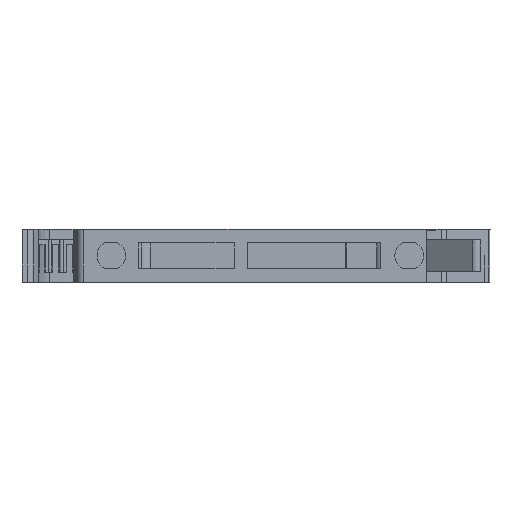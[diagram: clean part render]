
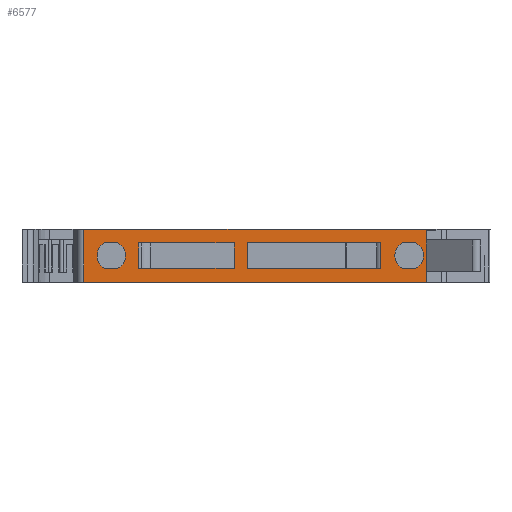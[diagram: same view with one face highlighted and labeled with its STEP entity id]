
A CAD part, top view. The second image highlights one B-rep face of the part: STEP entity #6577.
In plain terms, the highlighted planar face has unit normal (0, 0, 1).
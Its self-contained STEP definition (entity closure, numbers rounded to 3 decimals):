
#494=LINE('',#9444,#1054);
#533=LINE('',#9531,#1093);
#548=LINE('',#9575,#1108);
#550=LINE('',#9581,#1110);
#555=LINE('',#9593,#1115);
#561=LINE('',#9605,#1121);
#571=LINE('',#9631,#1131);
#572=LINE('',#9633,#1132);
#573=LINE('',#9636,#1133);
#574=LINE('',#9638,#1134);
#575=LINE('',#9640,#1135);
#576=LINE('',#9644,#1136);
#577=LINE('',#9648,#1137);
#578=LINE('',#9652,#1138);
#579=LINE('',#9656,#1139);
#580=LINE('',#9657,#1140);
#581=LINE('',#9659,#1141);
#582=LINE('',#9660,#1142);
#1054=VECTOR('',#7997,1000.);
#1093=VECTOR('',#8076,1000.);
#1108=VECTOR('',#8119,1000.);
#1110=VECTOR('',#8125,1000.);
#1115=VECTOR('',#8134,1000.);
#1121=VECTOR('',#8150,1000.);
#1131=VECTOR('',#8176,1000.);
#1132=VECTOR('',#8179,1000.);
#1133=VECTOR('',#8180,1000.);
#1134=VECTOR('',#8181,1000.);
#1135=VECTOR('',#8182,1000.);
#1136=VECTOR('',#8185,1000.);
#1137=VECTOR('',#8188,1000.);
#1138=VECTOR('',#8191,1000.);
#1139=VECTOR('',#8194,1000.);
#1140=VECTOR('',#8195,1000.);
#1141=VECTOR('',#8196,1000.);
#1142=VECTOR('',#8197,1000.);
#2415=ORIENTED_EDGE('',*,*,#3284,.T.);
#2416=ORIENTED_EDGE('',*,*,#3285,.T.);
#2417=ORIENTED_EDGE('',*,*,#3286,.F.);
#2418=ORIENTED_EDGE('',*,*,#3287,.F.);
#2419=ORIENTED_EDGE('',*,*,#3288,.F.);
#2420=ORIENTED_EDGE('',*,*,#3289,.F.);
#2421=ORIENTED_EDGE('',*,*,#3290,.F.);
#2422=ORIENTED_EDGE('',*,*,#3291,.F.);
#2423=ORIENTED_EDGE('',*,*,#3292,.F.);
#2424=ORIENTED_EDGE('',*,*,#3293,.F.);
#2425=ORIENTED_EDGE('',*,*,#3294,.F.);
#2426=ORIENTED_EDGE('',*,*,#3295,.F.);
#2427=ORIENTED_EDGE('',*,*,#3189,.F.);
#2428=ORIENTED_EDGE('',*,*,#3283,.T.);
#2429=ORIENTED_EDGE('',*,*,#3235,.T.);
#2430=ORIENTED_EDGE('',*,*,#3296,.T.);
#2431=ORIENTED_EDGE('',*,*,#3297,.F.);
#2432=ORIENTED_EDGE('',*,*,#3271,.F.);
#2433=ORIENTED_EDGE('',*,*,#3256,.T.);
#2434=ORIENTED_EDGE('',*,*,#3265,.F.);
#2435=ORIENTED_EDGE('',*,*,#3259,.F.);
#2436=ORIENTED_EDGE('',*,*,#3298,.T.);
#3189=EDGE_CURVE('',#3751,#3752,#494,.T.);
#3235=EDGE_CURVE('',#3773,#3779,#533,.T.);
#3256=EDGE_CURVE('',#3795,#3794,#548,.T.);
#3259=EDGE_CURVE('',#3797,#3798,#550,.T.);
#3265=EDGE_CURVE('',#3798,#3794,#555,.T.);
#3271=EDGE_CURVE('',#3752,#3803,#561,.T.);
#3283=EDGE_CURVE('',#3751,#3773,#571,.T.);
#3284=EDGE_CURVE('',#3811,#3812,#572,.T.);
#3285=EDGE_CURVE('',#3812,#3813,#573,.T.);
#3286=EDGE_CURVE('',#3814,#3813,#574,.T.);
#3287=EDGE_CURVE('',#3811,#3814,#575,.T.);
#3288=EDGE_CURVE('',#3815,#3816,#4017,.T.);
#3289=EDGE_CURVE('',#3817,#3815,#576,.T.);
#3290=EDGE_CURVE('',#3818,#3817,#4018,.T.);
#3291=EDGE_CURVE('',#3816,#3818,#577,.T.);
#3292=EDGE_CURVE('',#3819,#3820,#4019,.T.);
#3293=EDGE_CURVE('',#3821,#3819,#578,.T.);
#3294=EDGE_CURVE('',#3822,#3821,#4020,.T.);
#3295=EDGE_CURVE('',#3820,#3822,#579,.T.);
#3296=EDGE_CURVE('',#3779,#3823,#580,.T.);
#3297=EDGE_CURVE('',#3803,#3823,#581,.T.);
#3298=EDGE_CURVE('',#3797,#3795,#582,.T.);
#3751=VERTEX_POINT('',#9443);
#3752=VERTEX_POINT('',#9445);
#3773=VERTEX_POINT('',#9516);
#3779=VERTEX_POINT('',#9530);
#3794=VERTEX_POINT('',#9574);
#3795=VERTEX_POINT('',#9576);
#3797=VERTEX_POINT('',#9582);
#3798=VERTEX_POINT('',#9583);
#3803=VERTEX_POINT('',#9606);
#3811=VERTEX_POINT('',#9634);
#3812=VERTEX_POINT('',#9635);
#3813=VERTEX_POINT('',#9637);
#3814=VERTEX_POINT('',#9639);
#3815=VERTEX_POINT('',#9642);
#3816=VERTEX_POINT('',#9643);
#3817=VERTEX_POINT('',#9645);
#3818=VERTEX_POINT('',#9647);
#3819=VERTEX_POINT('',#9650);
#3820=VERTEX_POINT('',#9651);
#3821=VERTEX_POINT('',#9653);
#3822=VERTEX_POINT('',#9655);
#3823=VERTEX_POINT('',#9658);
#4017=CIRCLE('',#6964,2.24);
#4018=CIRCLE('',#6965,2.24);
#4019=CIRCLE('',#6966,2.24);
#4020=CIRCLE('',#6967,2.24);
#4239=EDGE_LOOP('',(#2415,#2416,#2417,#2418));
#4240=EDGE_LOOP('',(#2419,#2420,#2421,#2422));
#4241=EDGE_LOOP('',(#2423,#2424,#2425,#2426));
#4242=EDGE_LOOP('',(#2427,#2428,#2429,#2430,#2431,#2432));
#4243=EDGE_LOOP('',(#2433,#2434,#2435,#2436));
#4493=FACE_BOUND('',#4239,.T.);
#4494=FACE_BOUND('',#4240,.T.);
#4495=FACE_BOUND('',#4241,.T.);
#4496=FACE_BOUND('',#4242,.T.);
#4497=FACE_BOUND('',#4243,.T.);
#4676=PLANE('',#6963);
#6577=ADVANCED_FACE('',(#4493,#4494,#4495,#4496,#4497),#4676,.F.);
#6963=AXIS2_PLACEMENT_3D('',#9632,#8177,#8178);
#6964=AXIS2_PLACEMENT_3D('',#9641,#8183,#8184);
#6965=AXIS2_PLACEMENT_3D('',#9646,#8186,#8187);
#6966=AXIS2_PLACEMENT_3D('',#9649,#8189,#8190);
#6967=AXIS2_PLACEMENT_3D('',#9654,#8192,#8193);
#7997=DIRECTION('',(1.,0.,0.));
#8076=DIRECTION('',(1.,0.,0.));
#8119=DIRECTION('',(-1.,0.,0.));
#8125=DIRECTION('',(-1.,0.,0.));
#8134=DIRECTION('',(0.,-1.,0.));
#8150=DIRECTION('',(0.,-1.,0.));
#8176=DIRECTION('',(0.,-1.,0.));
#8177=DIRECTION('',(0.,0.,-1.));
#8178=DIRECTION('',(-1.,0.,0.));
#8179=DIRECTION('',(1.,0.,0.));
#8180=DIRECTION('',(0.,-1.,0.));
#8181=DIRECTION('',(1.,0.,0.));
#8182=DIRECTION('',(0.,-1.,0.));
#8183=DIRECTION('',(0.,0.,1.));
#8184=DIRECTION('',(1.,0.,0.));
#8185=DIRECTION('',(-1.,0.,0.));
#8186=DIRECTION('',(0.,0.,1.));
#8187=DIRECTION('',(-1.,0.,0.));
#8188=DIRECTION('',(1.,0.,0.));
#8189=DIRECTION('',(0.,0.,1.));
#8190=DIRECTION('',(-1.,0.,0.));
#8191=DIRECTION('',(1.,0.,0.));
#8192=DIRECTION('',(0.,0.,1.));
#8193=DIRECTION('',(1.,0.,0.));
#8194=DIRECTION('',(-1.,0.,0.));
#8195=DIRECTION('',(0.,1.,0.));
#8196=DIRECTION('',(0.,-1.,0.));
#8197=DIRECTION('',(0.,-1.,0.));
#9443=CARTESIAN_POINT('',(-27.662,-0.03,3.03));
#9444=CARTESIAN_POINT('',(-27.68,-0.03,3.03));
#9445=CARTESIAN_POINT('',(25.925,-0.03,3.03));
#9516=CARTESIAN_POINT('',(-27.662,-8.28,3.03));
#9530=CARTESIAN_POINT('',(25.925,-8.28,3.03));
#9531=CARTESIAN_POINT('',(-27.68,-8.28,3.03));
#9574=CARTESIAN_POINT('',(-2.102,-6.112,3.03));
#9575=CARTESIAN_POINT('',(13.33,-6.112,3.03));
#9576=CARTESIAN_POINT('',(18.756,-6.112,3.03));
#9581=CARTESIAN_POINT('',(13.33,-2.129,3.03));
#9582=CARTESIAN_POINT('',(18.756,-2.129,3.03));
#9583=CARTESIAN_POINT('',(-2.102,-2.129,3.03));
#9593=CARTESIAN_POINT('',(-2.102,-2.129,3.03));
#9605=CARTESIAN_POINT('',(25.925,-0.03,3.03));
#9606=CARTESIAN_POINT('',(25.925,-1.655,3.03));
#9631=CARTESIAN_POINT('',(-27.662,71.841,3.03));
#9632=CARTESIAN_POINT('',(-27.68,-0.03,3.03));
#9633=CARTESIAN_POINT('',(-19.08,-2.129,3.03));
#9634=CARTESIAN_POINT('',(-19.08,-2.129,3.03));
#9635=CARTESIAN_POINT('',(-4.145,-2.129,3.03));
#9636=CARTESIAN_POINT('',(-4.145,-2.129,3.03));
#9637=CARTESIAN_POINT('',(-4.145,-6.112,3.03));
#9638=CARTESIAN_POINT('',(-19.08,-6.112,3.03));
#9639=CARTESIAN_POINT('',(-19.08,-6.112,3.03));
#9640=CARTESIAN_POINT('',(-19.08,-2.129,3.03));
#9641=CARTESIAN_POINT('',(23.218,-4.12,3.03));
#9642=CARTESIAN_POINT('',(22.192,-2.129,3.03));
#9643=CARTESIAN_POINT('',(22.192,-6.112,3.03));
#9644=CARTESIAN_POINT('',(22.192,-2.129,3.03));
#9645=CARTESIAN_POINT('',(24.245,-2.129,3.03));
#9646=CARTESIAN_POINT('',(23.218,-4.12,3.03));
#9647=CARTESIAN_POINT('',(24.245,-6.112,3.03));
#9648=CARTESIAN_POINT('',(22.192,-6.112,3.03));
#9649=CARTESIAN_POINT('',(-23.34,-4.12,3.03));
#9650=CARTESIAN_POINT('',(-22.313,-6.112,3.03));
#9651=CARTESIAN_POINT('',(-22.313,-2.129,3.03));
#9652=CARTESIAN_POINT('',(-24.366,-6.112,3.03));
#9653=CARTESIAN_POINT('',(-24.366,-6.112,3.03));
#9654=CARTESIAN_POINT('',(-23.34,-4.12,3.03));
#9655=CARTESIAN_POINT('',(-24.366,-2.129,3.03));
#9656=CARTESIAN_POINT('',(-24.366,-2.129,3.03));
#9657=CARTESIAN_POINT('',(25.925,-0.03,3.03));
#9658=CARTESIAN_POINT('',(25.925,-6.655,3.03));
#9659=CARTESIAN_POINT('',(25.925,-0.03,3.03));
#9660=CARTESIAN_POINT('',(18.756,-2.129,3.03));
